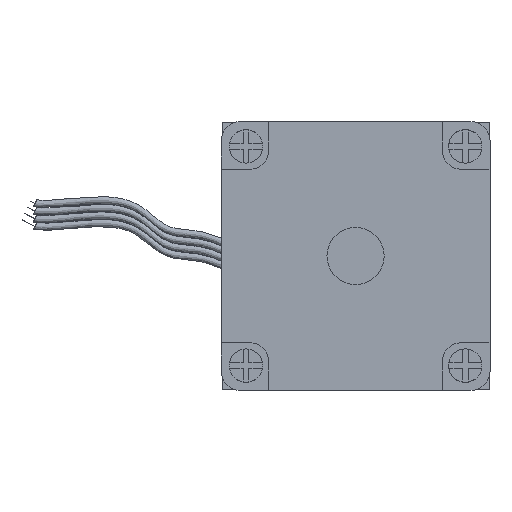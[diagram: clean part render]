
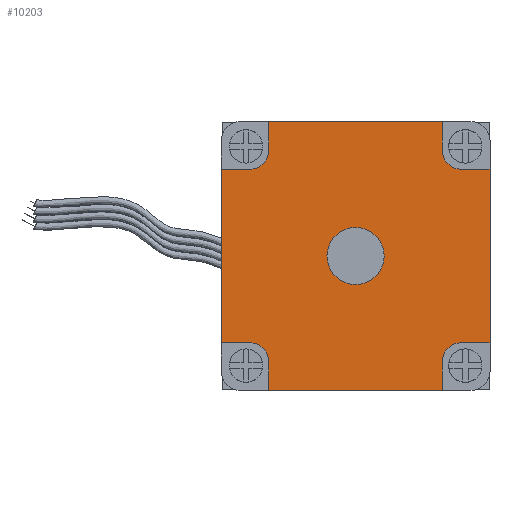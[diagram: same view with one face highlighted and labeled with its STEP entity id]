
A CAD part, front view. The second image highlights one B-rep face of the part: STEP entity #10203.
In plain terms, the highlighted planar face has unit normal (0, -1, 0).
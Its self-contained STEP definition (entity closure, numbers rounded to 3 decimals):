
#8 = CARTESIAN_POINT ( 'NONE',  ( -9.1, 0., -9.1 ) ) ;
#108 = VERTEX_POINT ( 'NONE', #5617 ) ;
#109 = DIRECTION ( 'NONE',  ( 0., 0., 1. ) ) ;
#366 = FACE_BOUND ( 'NONE', #14264, .T. ) ;
#554 = DIRECTION ( 'NONE',  ( 0., 1., 0. ) ) ;
#663 = EDGE_CURVE ( 'NONE', #17035, #5695, #4990, .T. ) ;
#833 = EDGE_CURVE ( 'NONE', #8478, #6538, #1044, .T. ) ;
#1044 = LINE ( 'NONE', #4102, #15933 ) ;
#1116 = CARTESIAN_POINT ( 'NONE',  ( 9.1, 0., -11.1 ) ) ;
#1192 = VERTEX_POINT ( 'NONE', #3769 ) ;
#2003 = CARTESIAN_POINT ( 'NONE',  ( -11.1, 0., -9.1 ) ) ;
#2241 = DIRECTION ( 'NONE',  ( 0., 0., -1. ) ) ;
#2555 = CARTESIAN_POINT ( 'NONE',  ( 11.1, 0., 9.1 ) ) ;
#2559 = CIRCLE ( 'NONE', #9672, 2. ) ;
#2688 = DIRECTION ( 'NONE',  ( 0., -1., 0. ) ) ;
#2763 = CARTESIAN_POINT ( 'NONE',  ( -14.1, 0., 9.1 ) ) ;
#2871 = ORIENTED_EDGE ( 'NONE', *, *, #19858, .F. ) ;
#2897 = CIRCLE ( 'NONE', #14727, 2. ) ;
#3016 = DIRECTION ( 'NONE',  ( 0., 0., -1. ) ) ;
#3198 = ORIENTED_EDGE ( 'NONE', *, *, #7864, .T. ) ;
#3288 = DIRECTION ( 'NONE',  ( 1., 0., 0. ) ) ;
#3314 = DIRECTION ( 'NONE',  ( 1., 0., 0. ) ) ;
#3460 = VECTOR ( 'NONE', #10831, 1000. ) ;
#3551 = EDGE_CURVE ( 'NONE', #13881, #8704, #18799, .T. ) ;
#3562 = VERTEX_POINT ( 'NONE', #4302 ) ;
#3769 = CARTESIAN_POINT ( 'NONE',  ( 0., 0., -3. ) ) ;
#3924 = CARTESIAN_POINT ( 'NONE',  ( 11.1, 0., 11.1 ) ) ;
#4096 = DIRECTION ( 'NONE',  ( 0., 0., 1. ) ) ;
#4102 = CARTESIAN_POINT ( 'NONE',  ( -14.1, 0., -14.1 ) ) ;
#4260 = LINE ( 'NONE', #20456, #16970 ) ;
#4302 = CARTESIAN_POINT ( 'NONE',  ( -9.1, 0., 11.1 ) ) ;
#4492 = EDGE_CURVE ( 'NONE', #8478, #11665, #8851, .T. ) ;
#4696 = VERTEX_POINT ( 'NONE', #15636 ) ;
#4708 = ORIENTED_EDGE ( 'NONE', *, *, #15697, .F. ) ;
#4769 = CARTESIAN_POINT ( 'NONE',  ( -11.1, 0., -11.1 ) ) ;
#4827 = EDGE_CURVE ( 'NONE', #6538, #19523, #12902, .T. ) ;
#4850 = EDGE_CURVE ( 'NONE', #11250, #8704, #7919, .T. ) ;
#4990 = LINE ( 'NONE', #7936, #10207 ) ;
#5034 = PLANE ( 'NONE',  #7603 ) ;
#5224 = AXIS2_PLACEMENT_3D ( 'NONE', #5415, #13553, #2241 ) ;
#5415 = CARTESIAN_POINT ( 'NONE',  ( 0., 0., 0. ) ) ;
#5578 = DIRECTION ( 'NONE',  ( 0., 1., 0. ) ) ;
#5612 = CARTESIAN_POINT ( 'NONE',  ( -11.1, 0., 9.1 ) ) ;
#5617 = CARTESIAN_POINT ( 'NONE',  ( -9.1, 0., 14.1 ) ) ;
#5695 = VERTEX_POINT ( 'NONE', #19292 ) ;
#5746 = CARTESIAN_POINT ( 'NONE',  ( 9.1, 0., 11.1 ) ) ;
#5855 = CARTESIAN_POINT ( 'NONE',  ( 9.1, 0., -14.1 ) ) ;
#6044 = VERTEX_POINT ( 'NONE', #11068 ) ;
#6080 = ORIENTED_EDGE ( 'NONE', *, *, #8381, .F. ) ;
#6363 = DIRECTION ( 'NONE',  ( 0., 0., -1. ) ) ;
#6538 = VERTEX_POINT ( 'NONE', #20885 ) ;
#6826 = AXIS2_PLACEMENT_3D ( 'NONE', #3924, #554, #13647 ) ;
#7160 = DIRECTION ( 'NONE',  ( -1., 0., 0. ) ) ;
#7167 = CARTESIAN_POINT ( 'NONE',  ( 11.1, 0., -11.1 ) ) ;
#7558 = ORIENTED_EDGE ( 'NONE', *, *, #663, .F. ) ;
#7585 = ORIENTED_EDGE ( 'NONE', *, *, #15682, .F. ) ;
#7602 = ORIENTED_EDGE ( 'NONE', *, *, #11351, .T. ) ;
#7603 = AXIS2_PLACEMENT_3D ( 'NONE', #16155, #11157, #9675 ) ;
#7776 = VECTOR ( 'NONE', #13227, 1000. ) ;
#7864 = EDGE_CURVE ( 'NONE', #4696, #5695, #13410, .T. ) ;
#7919 = LINE ( 'NONE', #11300, #8769 ) ;
#7936 = CARTESIAN_POINT ( 'NONE',  ( 14.1, 0., -14.1 ) ) ;
#8381 = EDGE_CURVE ( 'NONE', #1192, #16495, #10200, .T. ) ;
#8478 = VERTEX_POINT ( 'NONE', #5855 ) ;
#8704 = VERTEX_POINT ( 'NONE', #2763 ) ;
#8769 = VECTOR ( 'NONE', #109, 1000. ) ;
#8851 = LINE ( 'NONE', #13325, #7776 ) ;
#8924 = EDGE_CURVE ( 'NONE', #11755, #17035, #9821, .T. ) ;
#8967 = VECTOR ( 'NONE', #18395, 1000. ) ;
#9065 = ORIENTED_EDGE ( 'NONE', *, *, #19606, .T. ) ;
#9174 = ORIENTED_EDGE ( 'NONE', *, *, #9962, .T. ) ;
#9341 = ORIENTED_EDGE ( 'NONE', *, *, #8924, .F. ) ;
#9643 = LINE ( 'NONE', #13049, #10986 ) ;
#9672 = AXIS2_PLACEMENT_3D ( 'NONE', #4769, #17683, #20540 ) ;
#9675 = DIRECTION ( 'NONE',  ( 1., 0., 0. ) ) ;
#9821 = LINE ( 'NONE', #14495, #13945 ) ;
#9962 = EDGE_CURVE ( 'NONE', #108, #3562, #4260, .T. ) ;
#10180 = DIRECTION ( 'NONE',  ( 0., 0., 1. ) ) ;
#10200 = CIRCLE ( 'NONE', #12578, 3. ) ;
#10203 = ADVANCED_FACE ( 'NONE', ( #366, #16354 ), #5034, .F. ) ;
#10207 = VECTOR ( 'NONE', #6363, 1000. ) ;
#10378 = EDGE_CURVE ( 'NONE', #6044, #18645, #9643, .T. ) ;
#10831 = DIRECTION ( 'NONE',  ( -1., 0., 0. ) ) ;
#10986 = VECTOR ( 'NONE', #17816, 1000. ) ;
#11068 = CARTESIAN_POINT ( 'NONE',  ( 9.1, 0., 14.1 ) ) ;
#11157 = DIRECTION ( 'NONE',  ( 0., 1., 0. ) ) ;
#11162 = EDGE_LOOP ( 'NONE', ( #7558, #9341, #14146, #15478, #4708, #9174, #9065, #15835, #13786, #7585, #18490, #20407, #18695, #15623, #7602, #3198 ) ) ;
#11250 = VERTEX_POINT ( 'NONE', #17127 ) ;
#11300 = CARTESIAN_POINT ( 'NONE',  ( -14.1, 0., -14.1 ) ) ;
#11351 = EDGE_CURVE ( 'NONE', #11665, #4696, #2897, .T. ) ;
#11471 = CARTESIAN_POINT ( 'NONE',  ( -11.1, 0., 11.1 ) ) ;
#11665 = VERTEX_POINT ( 'NONE', #1116 ) ;
#11755 = VERTEX_POINT ( 'NONE', #2555 ) ;
#11806 = CARTESIAN_POINT ( 'NONE',  ( -14.1, 0., 14.1 ) ) ;
#11907 = LINE ( 'NONE', #16811, #16780 ) ;
#12578 = AXIS2_PLACEMENT_3D ( 'NONE', #17411, #2688, #3016 ) ;
#12672 = EDGE_CURVE ( 'NONE', #11755, #18645, #19688, .T. ) ;
#12902 = LINE ( 'NONE', #8, #17943 ) ;
#12989 = CIRCLE ( 'NONE', #20779, 2. ) ;
#13049 = CARTESIAN_POINT ( 'NONE',  ( 9.1, 0., 9.1 ) ) ;
#13117 = DIRECTION ( 'NONE',  ( 0., 0., 1. ) ) ;
#13227 = DIRECTION ( 'NONE',  ( 0., 0., 1. ) ) ;
#13325 = CARTESIAN_POINT ( 'NONE',  ( 9.1, 0., -9.1 ) ) ;
#13332 = CIRCLE ( 'NONE', #5224, 3. ) ;
#13410 = LINE ( 'NONE', #14299, #17331 ) ;
#13553 = DIRECTION ( 'NONE',  ( 0., -1., 0. ) ) ;
#13647 = DIRECTION ( 'NONE',  ( 0., 0., 1. ) ) ;
#13786 = ORIENTED_EDGE ( 'NONE', *, *, #4850, .F. ) ;
#13881 = VERTEX_POINT ( 'NONE', #5612 ) ;
#13945 = VECTOR ( 'NONE', #3288, 1000. ) ;
#14146 = ORIENTED_EDGE ( 'NONE', *, *, #12672, .T. ) ;
#14148 = DIRECTION ( 'NONE',  ( -1., 0., 0. ) ) ;
#14264 = EDGE_LOOP ( 'NONE', ( #6080, #2871 ) ) ;
#14299 = CARTESIAN_POINT ( 'NONE',  ( 9.1, 0., -9.1 ) ) ;
#14495 = CARTESIAN_POINT ( 'NONE',  ( 9.1, 0., 9.1 ) ) ;
#14577 = CARTESIAN_POINT ( 'NONE',  ( 14.1, 0., 9.1 ) ) ;
#14727 = AXIS2_PLACEMENT_3D ( 'NONE', #7167, #5578, #4096 ) ;
#15449 = EDGE_CURVE ( 'NONE', #17941, #19523, #2559, .T. ) ;
#15478 = ORIENTED_EDGE ( 'NONE', *, *, #10378, .F. ) ;
#15623 = ORIENTED_EDGE ( 'NONE', *, *, #4492, .T. ) ;
#15636 = CARTESIAN_POINT ( 'NONE',  ( 11.1, 0., -9.1 ) ) ;
#15682 = EDGE_CURVE ( 'NONE', #17941, #11250, #11907, .T. ) ;
#15697 = EDGE_CURVE ( 'NONE', #108, #6044, #20079, .T. ) ;
#15835 = ORIENTED_EDGE ( 'NONE', *, *, #3551, .T. ) ;
#15933 = VECTOR ( 'NONE', #14148, 1000. ) ;
#16038 = CARTESIAN_POINT ( 'NONE',  ( 0., 0., 3. ) ) ;
#16155 = CARTESIAN_POINT ( 'NONE',  ( 0., 0., 0. ) ) ;
#16354 = FACE_OUTER_BOUND ( 'NONE', #11162, .T. ) ;
#16495 = VERTEX_POINT ( 'NONE', #16038 ) ;
#16780 = VECTOR ( 'NONE', #7160, 1000. ) ;
#16811 = CARTESIAN_POINT ( 'NONE',  ( -9.1, 0., -9.1 ) ) ;
#16970 = VECTOR ( 'NONE', #17274, 1000. ) ;
#17035 = VERTEX_POINT ( 'NONE', #14577 ) ;
#17127 = CARTESIAN_POINT ( 'NONE',  ( -14.1, 0., -9.1 ) ) ;
#17274 = DIRECTION ( 'NONE',  ( 0., 0., -1. ) ) ;
#17331 = VECTOR ( 'NONE', #3314, 1000. ) ;
#17411 = CARTESIAN_POINT ( 'NONE',  ( 0., 0., 0. ) ) ;
#17683 = DIRECTION ( 'NONE',  ( 0., 1., 0. ) ) ;
#17816 = DIRECTION ( 'NONE',  ( 0., 0., -1. ) ) ;
#17941 = VERTEX_POINT ( 'NONE', #2003 ) ;
#17943 = VECTOR ( 'NONE', #13117, 1000. ) ;
#17955 = DIRECTION ( 'NONE',  ( 0., 1., 0. ) ) ;
#18395 = DIRECTION ( 'NONE',  ( 1., 0., 0. ) ) ;
#18490 = ORIENTED_EDGE ( 'NONE', *, *, #15449, .T. ) ;
#18645 = VERTEX_POINT ( 'NONE', #5746 ) ;
#18695 = ORIENTED_EDGE ( 'NONE', *, *, #833, .F. ) ;
#18799 = LINE ( 'NONE', #20936, #3460 ) ;
#19292 = CARTESIAN_POINT ( 'NONE',  ( 14.1, 0., -9.1 ) ) ;
#19523 = VERTEX_POINT ( 'NONE', #20608 ) ;
#19606 = EDGE_CURVE ( 'NONE', #3562, #13881, #12989, .T. ) ;
#19688 = CIRCLE ( 'NONE', #6826, 2. ) ;
#19858 = EDGE_CURVE ( 'NONE', #16495, #1192, #13332, .T. ) ;
#20079 = LINE ( 'NONE', #11806, #8967 ) ;
#20407 = ORIENTED_EDGE ( 'NONE', *, *, #4827, .F. ) ;
#20456 = CARTESIAN_POINT ( 'NONE',  ( -9.1, 0., 9.1 ) ) ;
#20540 = DIRECTION ( 'NONE',  ( 0., 0., 1. ) ) ;
#20608 = CARTESIAN_POINT ( 'NONE',  ( -9.1, 0., -11.1 ) ) ;
#20779 = AXIS2_PLACEMENT_3D ( 'NONE', #11471, #17955, #10180 ) ;
#20885 = CARTESIAN_POINT ( 'NONE',  ( -9.1, 0., -14.1 ) ) ;
#20936 = CARTESIAN_POINT ( 'NONE',  ( -9.1, 0., 9.1 ) ) ;
